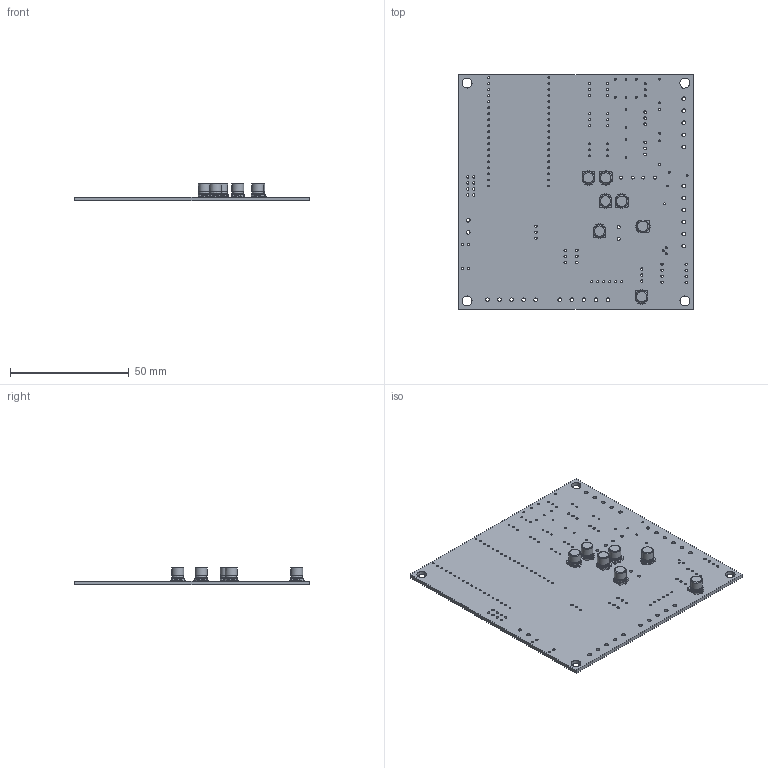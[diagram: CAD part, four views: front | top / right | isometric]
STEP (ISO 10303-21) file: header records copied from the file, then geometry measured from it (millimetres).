
FILE_DESCRIPTION(('KiCad electronic assembly'),'2;1');
FILE_NAME('std_board.step','2023-08-30T06:54:53',('Pcbnew'),('Kicad'), 'Open CASCADE STEP processor 7.5','KiCad to STEP converter','Unknown' );
FILE_SCHEMA(('AUTOMOTIVE_DESIGN { 1 0 10303 214 1 1 1 1 }'));
Length unit declared in the file: millimetre
Products named in the file (4): std_board 1; C_Elec_5x5.8; COMPOUND; std_board PCB
Assembly tree (9 placements, depth 3):
  std_board 1
    C_Elec_5x5.8  x7
      COMPOUND
    std_board PCB
Bounding box: 99.06 x 99.06 x 7.45 mm (x, y, z)
Volume: 16203.1 mm3; surface area: 21955.1 mm2
Topology: 15 solids, 15 shells, 468 faces, 1223 edges, 792 vertices
Faces by surface type: cylinder 252, plane 181, torus 14, bspline 14, revolution 7
Full cylindrical faces by diameter (mm): 0.02 x7, 0.75 x3, 0.762 x14, 0.8 x79, 0.85 x6, 1 x32, 1.1 x6, 1.3 x6, 1.52 x23, 4.2 x3, 5 x14
Entity records: 18082 total; most frequent: CARTESIAN_POINT 4938, DIRECTION 2370, ORIENTED_EDGE 1270, PCURVE 1270, DEFINITIONAL_REPRESENTATION 1270, LINE 1146, VECTOR 1146, EDGE_CURVE 635
